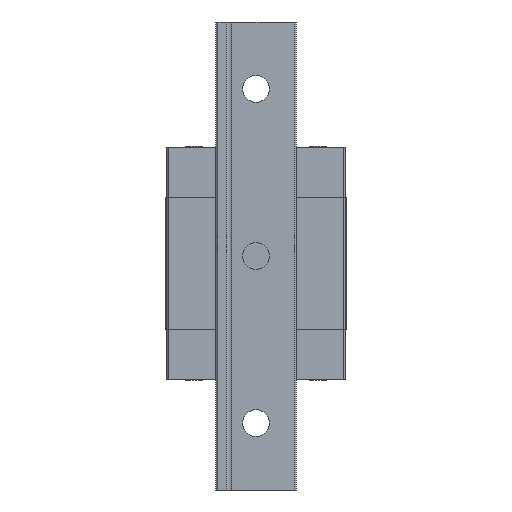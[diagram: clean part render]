
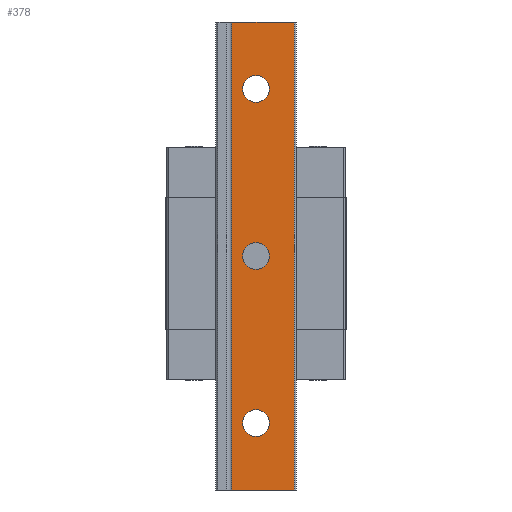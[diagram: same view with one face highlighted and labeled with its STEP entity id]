
A CAD part, front view. The second image highlights one B-rep face of the part: STEP entity #378.
In plain terms, the highlighted planar face has unit normal (0, -1, 0).
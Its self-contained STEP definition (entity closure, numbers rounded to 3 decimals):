
#16 = EDGE_CURVE ( 'NONE', #4235, #4070, #3176, .T. ) ;
#26 = FACE_BOUND ( 'NONE', #2160, .T. ) ;
#31 = DIRECTION ( 'NONE',  ( 0., 0., 1. ) ) ;
#96 = FACE_BOUND ( 'NONE', #1302, .T. ) ;
#173 = CARTESIAN_POINT ( 'NONE',  ( 0., -3.75, -33. ) ) ;
#217 = VERTEX_POINT ( 'NONE', #3007 ) ;
#246 = CIRCLE ( 'NONE', #3620, 2. ) ;
#292 = VERTEX_POINT ( 'NONE', #372 ) ;
#372 = CARTESIAN_POINT ( 'NONE',  ( 0., -3.75, -8. ) ) ;
#374 = ORIENTED_EDGE ( 'NONE', *, *, #1657, .T. ) ;
#378 = ADVANCED_FACE ( 'NONE', ( #26, #3856, #96, #3860 ), #5038, .T. ) ;
#417 = DIRECTION ( 'NONE',  ( 0., 0., 1. ) ) ;
#457 = DIRECTION ( 'NONE',  ( 1., 0., 0. ) ) ;
#598 = DIRECTION ( 'NONE',  ( 0., 1., 0. ) ) ;
#630 = CIRCLE ( 'NONE', #4139, 2. ) ;
#795 = CARTESIAN_POINT ( 'NONE',  ( 5.7, -3.75, -70. ) ) ;
#834 = EDGE_LOOP ( 'NONE', ( #4949, #4358 ) ) ;
#846 = EDGE_CURVE ( 'NONE', #4437, #217, #2911, .T. ) ;
#980 = DIRECTION ( 'NONE',  ( 0., 1., 0. ) ) ;
#1022 = CARTESIAN_POINT ( 'NONE',  ( -3.6, -3.75, -70. ) ) ;
#1061 = CARTESIAN_POINT ( 'NONE',  ( -3.6, -3.75, 0. ) ) ;
#1085 = AXIS2_PLACEMENT_3D ( 'NONE', #4956, #3824, #3253 ) ;
#1093 = EDGE_CURVE ( 'NONE', #3314, #1404, #1900, .T. ) ;
#1137 = ORIENTED_EDGE ( 'NONE', *, *, #1093, .T. ) ;
#1159 = CARTESIAN_POINT ( 'NONE',  ( 0., -3.75, -60. ) ) ;
#1229 = VERTEX_POINT ( 'NONE', #1061 ) ;
#1272 = AXIS2_PLACEMENT_3D ( 'NONE', #3008, #2462, #1904 ) ;
#1299 = ORIENTED_EDGE ( 'NONE', *, *, #3914, .T. ) ;
#1302 = EDGE_LOOP ( 'NONE', ( #1299, #1137 ) ) ;
#1404 = VERTEX_POINT ( 'NONE', #3244 ) ;
#1508 = DIRECTION ( 'NONE',  ( 1., 0., 0. ) ) ;
#1561 = CARTESIAN_POINT ( 'NONE',  ( 0., -3.75, -10. ) ) ;
#1573 = DIRECTION ( 'NONE',  ( 0., 0., 1. ) ) ;
#1655 = DIRECTION ( 'NONE',  ( 0., 0., 1. ) ) ;
#1657 = EDGE_CURVE ( 'NONE', #5354, #292, #630, .T. ) ;
#1802 = DIRECTION ( 'NONE',  ( 0., 0., 1. ) ) ;
#1900 = CIRCLE ( 'NONE', #4396, 2. ) ;
#1904 = DIRECTION ( 'NONE',  ( 0., 0., 1. ) ) ;
#1964 = VECTOR ( 'NONE', #1802, 1000. ) ;
#1997 = EDGE_CURVE ( 'NONE', #292, #5354, #246, .T. ) ;
#2046 = EDGE_LOOP ( 'NONE', ( #2264, #5472, #4193, #2067 ) ) ;
#2067 = ORIENTED_EDGE ( 'NONE', *, *, #846, .T. ) ;
#2071 = CARTESIAN_POINT ( 'NONE',  ( -3.6, -3.75, 0. ) ) ;
#2127 = CARTESIAN_POINT ( 'NONE',  ( -3.6, -3.75, -70. ) ) ;
#2152 = LINE ( 'NONE', #1022, #4565 ) ;
#2160 = EDGE_LOOP ( 'NONE', ( #3828, #374 ) ) ;
#2221 = DIRECTION ( 'NONE',  ( 0., 1., 0. ) ) ;
#2240 = AXIS2_PLACEMENT_3D ( 'NONE', #2785, #2221, #1655 ) ;
#2264 = ORIENTED_EDGE ( 'NONE', *, *, #3987, .F. ) ;
#2276 = CARTESIAN_POINT ( 'NONE',  ( -3.6, -3.75, -70. ) ) ;
#2279 = DIRECTION ( 'NONE',  ( 0., 0., 1. ) ) ;
#2365 = CARTESIAN_POINT ( 'NONE',  ( 5.7, -3.75, -70. ) ) ;
#2462 = DIRECTION ( 'NONE',  ( 0., 1., 0. ) ) ;
#2597 = CIRCLE ( 'NONE', #1272, 2. ) ;
#2613 = CIRCLE ( 'NONE', #2240, 2. ) ;
#2620 = LINE ( 'NONE', #2071, #4412 ) ;
#2654 = CARTESIAN_POINT ( 'NONE',  ( 0., -3.75, -37. ) ) ;
#2681 = LINE ( 'NONE', #2127, #5286 ) ;
#2785 = CARTESIAN_POINT ( 'NONE',  ( 0., -3.75, -35. ) ) ;
#2841 = DIRECTION ( 'NONE',  ( 0., 1., 0. ) ) ;
#2911 = LINE ( 'NONE', #2365, #1964 ) ;
#3007 = CARTESIAN_POINT ( 'NONE',  ( 5.7, -3.75, 0. ) ) ;
#3008 = CARTESIAN_POINT ( 'NONE',  ( 0., -3.75, -60. ) ) ;
#3018 = CARTESIAN_POINT ( 'NONE',  ( 0., -3.75, -62. ) ) ;
#3176 = CIRCLE ( 'NONE', #1085, 2. ) ;
#3244 = CARTESIAN_POINT ( 'NONE',  ( 0., -3.75, -58. ) ) ;
#3253 = DIRECTION ( 'NONE',  ( 0., 0., 1. ) ) ;
#3314 = VERTEX_POINT ( 'NONE', #3018 ) ;
#3350 = DIRECTION ( 'NONE',  ( 1., 0., 0. ) ) ;
#3399 = CARTESIAN_POINT ( 'NONE',  ( 0., -3.75, -10. ) ) ;
#3620 = AXIS2_PLACEMENT_3D ( 'NONE', #1561, #980, #417 ) ;
#3824 = DIRECTION ( 'NONE',  ( 0., 1., 0. ) ) ;
#3828 = ORIENTED_EDGE ( 'NONE', *, *, #1997, .T. ) ;
#3856 = FACE_BOUND ( 'NONE', #834, .T. ) ;
#3860 = FACE_OUTER_BOUND ( 'NONE', #2046, .T. ) ;
#3914 = EDGE_CURVE ( 'NONE', #1404, #3314, #2597, .T. ) ;
#3931 = DIRECTION ( 'NONE',  ( 0., -1., 0. ) ) ;
#3987 = EDGE_CURVE ( 'NONE', #1229, #217, #2620, .T. ) ;
#4070 = VERTEX_POINT ( 'NONE', #2654 ) ;
#4073 = AXIS2_PLACEMENT_3D ( 'NONE', #4496, #3931, #3350 ) ;
#4139 = AXIS2_PLACEMENT_3D ( 'NONE', #3399, #2841, #2279 ) ;
#4151 = EDGE_CURVE ( 'NONE', #5103, #1229, #2681, .T. ) ;
#4193 = ORIENTED_EDGE ( 'NONE', *, *, #4711, .T. ) ;
#4235 = VERTEX_POINT ( 'NONE', #173 ) ;
#4358 = ORIENTED_EDGE ( 'NONE', *, *, #4475, .T. ) ;
#4396 = AXIS2_PLACEMENT_3D ( 'NONE', #1159, #598, #31 ) ;
#4412 = VECTOR ( 'NONE', #1508, 1000. ) ;
#4437 = VERTEX_POINT ( 'NONE', #795 ) ;
#4475 = EDGE_CURVE ( 'NONE', #4070, #4235, #2613, .T. ) ;
#4496 = CARTESIAN_POINT ( 'NONE',  ( -3.6, -3.75, -70. ) ) ;
#4565 = VECTOR ( 'NONE', #457, 1000. ) ;
#4711 = EDGE_CURVE ( 'NONE', #5103, #4437, #2152, .T. ) ;
#4949 = ORIENTED_EDGE ( 'NONE', *, *, #16, .T. ) ;
#4956 = CARTESIAN_POINT ( 'NONE',  ( 0., -3.75, -35. ) ) ;
#5038 = PLANE ( 'NONE',  #4073 ) ;
#5103 = VERTEX_POINT ( 'NONE', #2276 ) ;
#5158 = CARTESIAN_POINT ( 'NONE',  ( 0., -3.75, -12. ) ) ;
#5286 = VECTOR ( 'NONE', #1573, 1000. ) ;
#5354 = VERTEX_POINT ( 'NONE', #5158 ) ;
#5472 = ORIENTED_EDGE ( 'NONE', *, *, #4151, .F. ) ;
